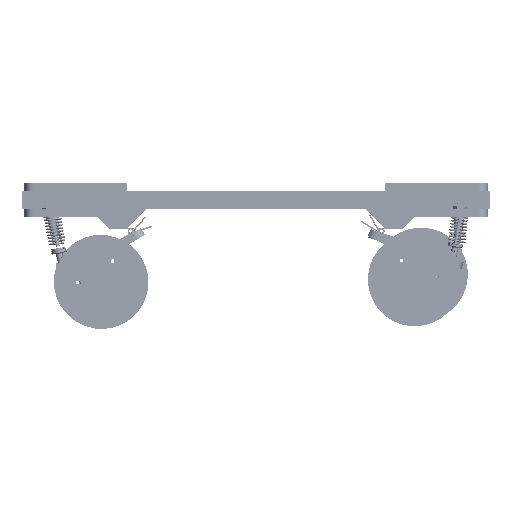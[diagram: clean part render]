
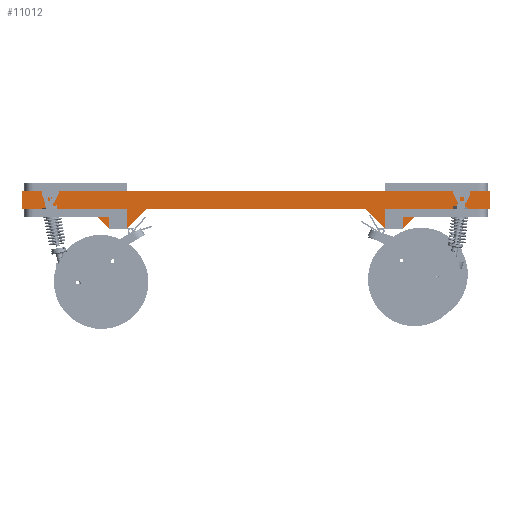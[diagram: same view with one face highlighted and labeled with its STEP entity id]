
A CAD part, left-side view. The second image highlights one B-rep face of the part: STEP entity #11012.
In plain terms, the highlighted planar face has unit normal (-1, 0, 0).
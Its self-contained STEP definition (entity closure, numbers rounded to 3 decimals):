
#1239=PLANE('',#11901);
#1560=FACE_OUTER_BOUND('',#2185,.T.);
#2185=EDGE_LOOP('',(#8055,#8056,#8057,#8058,#8059,#8060,#8061,#8062,#8063,
#8064,#8065,#8066,#8067,#8068,#8069,#8070));
#3081=LINE('',#16945,#3920);
#3085=LINE('',#16952,#3924);
#3089=LINE('',#16961,#3928);
#3093=LINE('',#16968,#3932);
#3111=LINE('',#17005,#3950);
#3113=LINE('',#17009,#3952);
#3131=LINE('',#17046,#3970);
#3133=LINE('',#17050,#3972);
#3137=LINE('',#17057,#3976);
#3150=LINE('',#17080,#3989);
#3152=LINE('',#17084,#3991);
#3159=LINE('',#17095,#3998);
#3176=LINE('',#17130,#4015);
#3181=LINE('',#17140,#4020);
#3182=LINE('',#17143,#4021);
#3183=LINE('',#17144,#4022);
#3920=VECTOR('',#13359,10.);
#3924=VECTOR('',#13365,10.);
#3928=VECTOR('',#13371,10.);
#3932=VECTOR('',#13377,10.);
#3950=VECTOR('',#13403,10.);
#3952=VECTOR('',#13407,10.);
#3970=VECTOR('',#13433,10.);
#3972=VECTOR('',#13437,10.);
#3976=VECTOR('',#13443,10.);
#3989=VECTOR('',#13472,10.);
#3991=VECTOR('',#13476,10.);
#3998=VECTOR('',#13489,10.);
#4015=VECTOR('',#13526,10.);
#4020=VECTOR('',#13535,10.);
#4021=VECTOR('',#13538,10.);
#4022=VECTOR('',#13539,10.);
#5354=VERTEX_POINT('',#16943);
#5355=VERTEX_POINT('',#16944);
#5357=VERTEX_POINT('',#16951);
#5360=VERTEX_POINT('',#16959);
#5361=VERTEX_POINT('',#16960);
#5363=VERTEX_POINT('',#16967);
#5377=VERTEX_POINT('',#17002);
#5378=VERTEX_POINT('',#17004);
#5379=VERTEX_POINT('',#17008);
#5393=VERTEX_POINT('',#17043);
#5394=VERTEX_POINT('',#17045);
#5395=VERTEX_POINT('',#17049);
#5400=VERTEX_POINT('',#17083);
#5409=VERTEX_POINT('',#17128);
#5412=VERTEX_POINT('',#17138);
#5413=VERTEX_POINT('',#17142);
#6332=EDGE_CURVE('',#5354,#5355,#3081,.T.);
#6336=EDGE_CURVE('',#5357,#5354,#3085,.T.);
#6340=EDGE_CURVE('',#5360,#5361,#3089,.T.);
#6344=EDGE_CURVE('',#5363,#5360,#3093,.T.);
#6362=EDGE_CURVE('',#5378,#5377,#3111,.F.);
#6364=EDGE_CURVE('',#5378,#5379,#3113,.T.);
#6382=EDGE_CURVE('',#5394,#5393,#3131,.F.);
#6384=EDGE_CURVE('',#5394,#5395,#3133,.T.);
#6388=EDGE_CURVE('',#5357,#5379,#3137,.T.);
#6401=EDGE_CURVE('',#5377,#5361,#3150,.T.);
#6403=EDGE_CURVE('',#5400,#5355,#3152,.T.);
#6410=EDGE_CURVE('',#5363,#5395,#3159,.T.);
#6427=EDGE_CURVE('',#5393,#5409,#3176,.T.);
#6432=EDGE_CURVE('',#5409,#5412,#3181,.T.);
#6433=EDGE_CURVE('',#5413,#5412,#3182,.T.);
#6434=EDGE_CURVE('',#5400,#5413,#3183,.T.);
#8055=ORIENTED_EDGE('',*,*,#6403,.T.);
#8056=ORIENTED_EDGE('',*,*,#6332,.F.);
#8057=ORIENTED_EDGE('',*,*,#6336,.F.);
#8058=ORIENTED_EDGE('',*,*,#6388,.T.);
#8059=ORIENTED_EDGE('',*,*,#6364,.F.);
#8060=ORIENTED_EDGE('',*,*,#6362,.T.);
#8061=ORIENTED_EDGE('',*,*,#6401,.T.);
#8062=ORIENTED_EDGE('',*,*,#6340,.F.);
#8063=ORIENTED_EDGE('',*,*,#6344,.F.);
#8064=ORIENTED_EDGE('',*,*,#6410,.T.);
#8065=ORIENTED_EDGE('',*,*,#6384,.F.);
#8066=ORIENTED_EDGE('',*,*,#6382,.T.);
#8067=ORIENTED_EDGE('',*,*,#6427,.T.);
#8068=ORIENTED_EDGE('',*,*,#6432,.T.);
#8069=ORIENTED_EDGE('',*,*,#6433,.F.);
#8070=ORIENTED_EDGE('',*,*,#6434,.F.);
#11012=ADVANCED_FACE('',(#1560),#1239,.T.);
#11901=AXIS2_PLACEMENT_3D('',#17141,#13536,#13537);
#13359=DIRECTION('',(0.,0.707,0.707));
#13365=DIRECTION('',(0.,0.,-1.));
#13371=DIRECTION('',(0.,0.707,0.707));
#13377=DIRECTION('',(0.,0.,-1.));
#13403=DIRECTION('',(0.,0.707,-0.707));
#13407=DIRECTION('',(0.,0.,1.));
#13433=DIRECTION('',(0.,0.707,-0.707));
#13437=DIRECTION('',(0.,0.,1.));
#13443=DIRECTION('',(0.,-1.,0.));
#13472=DIRECTION('',(0.,-1.,0.));
#13476=DIRECTION('',(0.,-1.,0.));
#13489=DIRECTION('',(0.,-1.,0.));
#13526=DIRECTION('',(0.,-1.,0.));
#13535=DIRECTION('',(0.,0.,1.));
#13536=DIRECTION('center_axis',(-1.,0.,0.));
#13537=DIRECTION('ref_axis',(0.,-1.,0.));
#13538=DIRECTION('',(0.,-1.,0.));
#13539=DIRECTION('',(0.,0.,1.));
#16943=CARTESIAN_POINT('',(-130.,157.5,-20.));
#16944=CARTESIAN_POINT('',(-130.,177.5,0.));
#16945=CARTESIAN_POINT('',(-130.,190.625,13.125));
#16951=CARTESIAN_POINT('',(-130.,157.5,0.));
#16952=CARTESIAN_POINT('',(-130.,157.5,0.));
#16959=CARTESIAN_POINT('',(-130.,-137.5,-20.));
#16960=CARTESIAN_POINT('',(-130.,-117.5,0.));
#16961=CARTESIAN_POINT('',(-130.,-30.625,86.875));
#16967=CARTESIAN_POINT('',(-130.,-137.5,0.));
#16968=CARTESIAN_POINT('',(-130.,-137.5,0.));
#17002=CARTESIAN_POINT('',(-130.,117.5,0.));
#17004=CARTESIAN_POINT('',(-130.,137.5,-20.));
#17005=CARTESIAN_POINT('',(-130.,155.625,-38.125));
#17008=CARTESIAN_POINT('',(-130.,137.5,0.));
#17009=CARTESIAN_POINT('',(-130.,137.5,0.));
#17043=CARTESIAN_POINT('',(-130.,-177.5,0.));
#17045=CARTESIAN_POINT('',(-130.,-157.5,-20.));
#17046=CARTESIAN_POINT('',(-130.,-65.625,-111.875));
#17049=CARTESIAN_POINT('',(-130.,-157.5,0.));
#17050=CARTESIAN_POINT('',(-130.,-157.5,0.));
#17057=CARTESIAN_POINT('',(-130.,250.,0.));
#17080=CARTESIAN_POINT('',(-130.,250.,0.));
#17083=CARTESIAN_POINT('',(-130.,250.,0.));
#17084=CARTESIAN_POINT('',(-130.,250.,0.));
#17095=CARTESIAN_POINT('',(-130.,250.,0.));
#17128=CARTESIAN_POINT('',(-130.,-250.,0.));
#17130=CARTESIAN_POINT('',(-130.,250.,0.));
#17138=CARTESIAN_POINT('',(-130.,-250.,20.));
#17140=CARTESIAN_POINT('',(-130.,-250.,0.));
#17141=CARTESIAN_POINT('Origin',(-130.,250.,0.));
#17142=CARTESIAN_POINT('',(-130.,250.,20.));
#17143=CARTESIAN_POINT('',(-130.,250.,20.));
#17144=CARTESIAN_POINT('',(-130.,250.,0.));
